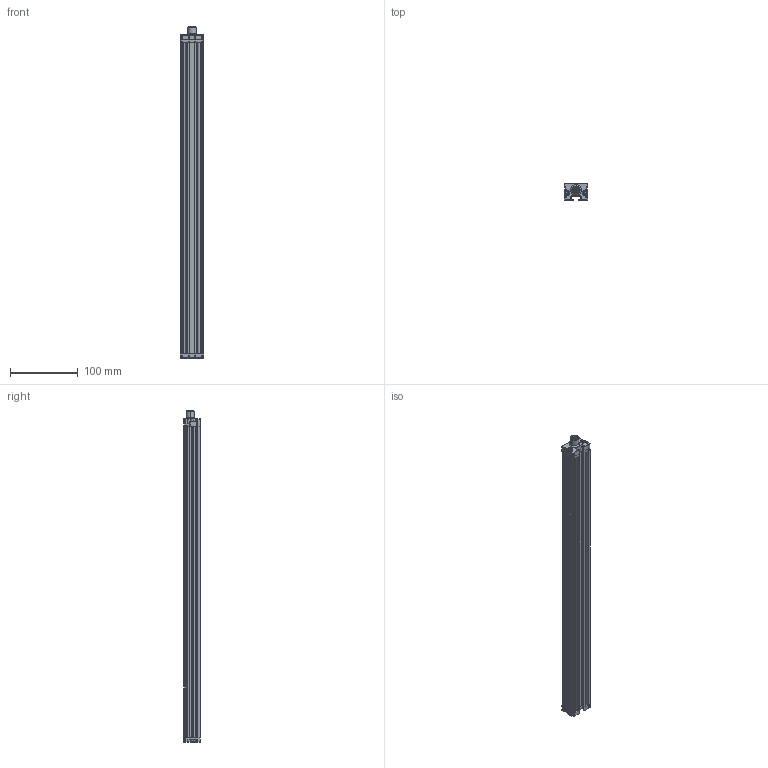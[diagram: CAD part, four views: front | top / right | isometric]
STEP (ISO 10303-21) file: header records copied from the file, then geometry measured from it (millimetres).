
FILE_DESCRIPTION (( 'STEP AP214' ), '1' );
FILE_NAME ('TF1-400-001-___-102.STEP', '2017-08-02T12:52:55', ( 'dummy' ), ( 'Microsoft' ), 'SwSTEP 2.0', 'SolidWorks 2014', '' );
FILE_SCHEMA (( 'AUTOMOTIVE_DESIGN' ));
Length unit declared in the file: millimetre
Products named in the file (1): TF1-400-001-___-102
Bounding box: 35 x 25.05 x 489.5 mm (x, y, z)
Surface area: 86572 mm2 (no closed solid volume)
Topology: 0 solids, 20 shells, 483 faces, 2064 edges, 1525 vertices
Faces by surface type: cylinder 222, plane 194, torus 32, cone 31, sphere 3, bspline 1
Entity records: 26875 total; most frequent: CARTESIAN_POINT 4918, DIRECTION 3638, ORIENTED_EDGE 3055, EDGE_CURVE 2061, VERTEX_POINT 1525, AXIS2_PLACEMENT_3D 1267, LINE 1104, VECTOR 1104
